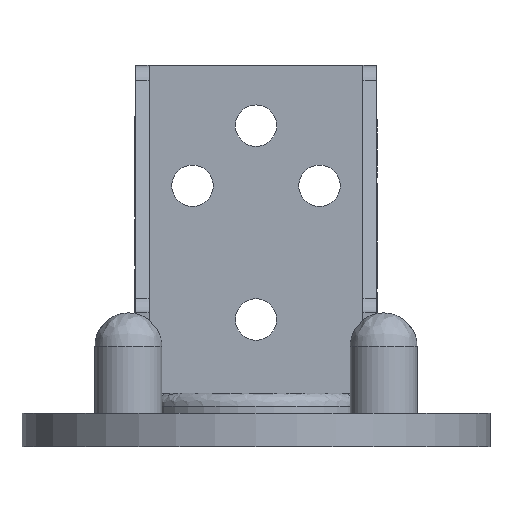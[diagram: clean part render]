
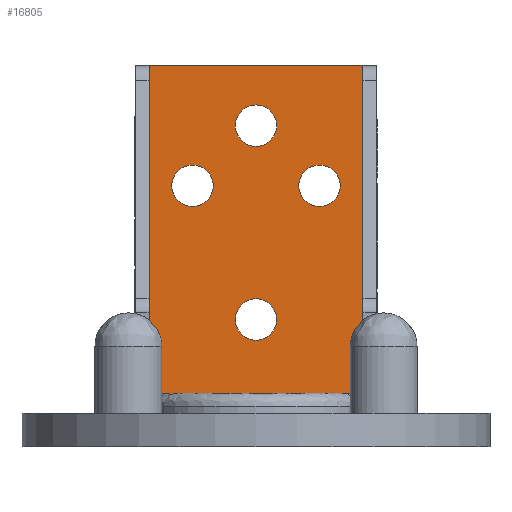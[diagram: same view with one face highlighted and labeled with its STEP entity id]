
A CAD part, front view. The second image highlights one B-rep face of the part: STEP entity #16805.
In plain terms, the highlighted planar face has unit normal (0, -1, 0).
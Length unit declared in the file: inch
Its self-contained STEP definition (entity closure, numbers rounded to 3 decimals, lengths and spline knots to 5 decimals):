
#87 = EDGE_CURVE ( 'NONE', #6538, #4952, #20149, .T. ) ;
#213 = CARTESIAN_POINT ( 'NONE',  ( 0., 1.90945, 0.62598 ) ) ;
#371 = EDGE_CURVE ( 'NONE', #4952, #6538, #17676, .T. ) ;
#510 = CARTESIAN_POINT ( 'NONE',  ( 0.37402, 1.90945, 1.65748 ) ) ;
#602 = DIRECTION ( 'NONE',  ( 0., 0., 1. ) ) ;
#1341 = DIRECTION ( 'NONE',  ( 0., 0., 1. ) ) ;
#1377 = DIRECTION ( 'NONE',  ( 0., 1., 0. ) ) ;
#1380 = DIRECTION ( 'NONE',  ( 0., 1., 0. ) ) ;
#1389 = CARTESIAN_POINT ( 'NONE',  ( 0., 1.90945, 0.74803 ) ) ;
#1470 = VERTEX_POINT ( 'NONE', #23044 ) ;
#2636 = AXIS2_PLACEMENT_3D ( 'NONE', #1389, #1380, #1341 ) ;
#3275 = CARTESIAN_POINT ( 'NONE',  ( -0.37402, 1.90945, 1.53543 ) ) ;
#3415 = DIRECTION ( 'NONE',  ( 0., 1., 0. ) ) ;
#3851 = CIRCLE ( 'NONE', #21734, 0.12205 ) ;
#4026 = VERTEX_POINT ( 'NONE', #33517 ) ;
#4543 = CARTESIAN_POINT ( 'NONE',  ( -0.62992, 1.90945, 0.07874 ) ) ;
#4952 = VERTEX_POINT ( 'NONE', #213 ) ;
#5894 = DIRECTION ( 'NONE',  ( 0., 0., 1. ) ) ;
#6017 = CARTESIAN_POINT ( 'NONE',  ( 0.37402, 1.90945, 1.41339 ) ) ;
#6538 = VERTEX_POINT ( 'NONE', #23784 ) ;
#6588 = DIRECTION ( 'NONE',  ( -1., 0., 0. ) ) ;
#6759 = CARTESIAN_POINT ( 'NONE',  ( 0.70866, 1.90945, 0. ) ) ;
#6796 = EDGE_CURVE ( 'NONE', #4026, #10928, #28358, .T. ) ;
#7623 = VECTOR ( 'NONE', #6588, 39.37008 ) ;
#7923 = CARTESIAN_POINT ( 'NONE',  ( 0.37402, 1.90945, 1.53543 ) ) ;
#8277 = EDGE_CURVE ( 'NONE', #1470, #16618, #10173, .T. ) ;
#8761 = CARTESIAN_POINT ( 'NONE',  ( -0.37402, 1.90945, 1.53543 ) ) ;
#9361 = DIRECTION ( 'NONE',  ( 0., 0., -1. ) ) ;
#9570 = EDGE_CURVE ( 'NONE', #17438, #10541, #18218, .T. ) ;
#9935 = CARTESIAN_POINT ( 'NONE',  ( 0.62992, 1.90945, 2.24409 ) ) ;
#10173 = CIRCLE ( 'NONE', #22599, 0.12205 ) ;
#10501 = DIRECTION ( 'NONE',  ( 0., 0., 1. ) ) ;
#10541 = VERTEX_POINT ( 'NONE', #26312 ) ;
#10928 = VERTEX_POINT ( 'NONE', #9935 ) ;
#10994 = ORIENTED_EDGE ( 'NONE', *, *, #24841, .T. ) ;
#11308 = CARTESIAN_POINT ( 'NONE',  ( 0., 1.90945, 1.76772 ) ) ;
#11314 = EDGE_CURVE ( 'NONE', #14141, #28441, #28386, .T. ) ;
#11326 = EDGE_CURVE ( 'NONE', #4026, #17438, #15310, .T. ) ;
#11346 = DIRECTION ( 'NONE',  ( 0., 0., 1. ) ) ;
#11857 = DIRECTION ( 'NONE',  ( 0., 0., 1. ) ) ;
#12613 = ORIENTED_EDGE ( 'NONE', *, *, #87, .T. ) ;
#13384 = ORIENTED_EDGE ( 'NONE', *, *, #18933, .T. ) ;
#13645 = VECTOR ( 'NONE', #11857, 39.37008 ) ;
#14141 = VERTEX_POINT ( 'NONE', #32809 ) ;
#14145 = EDGE_LOOP ( 'NONE', ( #27677, #13384 ) ) ;
#14696 = LINE ( 'NONE', #16536, #27746 ) ;
#15310 = LINE ( 'NONE', #24711, #7623 ) ;
#15327 = AXIS2_PLACEMENT_3D ( 'NONE', #16981, #1377, #19592 ) ;
#16078 = EDGE_CURVE ( 'NONE', #10541, #10928, #14696, .T. ) ;
#16220 = DIRECTION ( 'NONE',  ( 0., 1., 0. ) ) ;
#16536 = CARTESIAN_POINT ( 'NONE',  ( 0., 1.90945, 2.24409 ) ) ;
#16618 = VERTEX_POINT ( 'NONE', #21364 ) ;
#16684 = ORIENTED_EDGE ( 'NONE', *, *, #371, .T. ) ;
#16805 = ADVANCED_FACE ( 'NONE', ( #19004, #25135, #32121, #32961, #18175 ), #27434, .T. ) ;
#16981 = CARTESIAN_POINT ( 'NONE',  ( 0., 1.90945, 1.88976 ) ) ;
#17438 = VERTEX_POINT ( 'NONE', #4543 ) ;
#17669 = AXIS2_PLACEMENT_3D ( 'NONE', #23312, #23416, #18518 ) ;
#17676 = CIRCLE ( 'NONE', #17669, 0.12205 ) ;
#17792 = EDGE_LOOP ( 'NONE', ( #19465, #30552 ) ) ;
#18169 = EDGE_LOOP ( 'NONE', ( #32211, #10994 ) ) ;
#18175 = FACE_OUTER_BOUND ( 'NONE', #26373, .T. ) ;
#18218 = LINE ( 'NONE', #22460, #24338 ) ;
#18518 = DIRECTION ( 'NONE',  ( 0., 0., 1. ) ) ;
#18933 = EDGE_CURVE ( 'NONE', #16618, #1470, #27197, .T. ) ;
#18955 = CARTESIAN_POINT ( 'NONE',  ( 0., 1.90945, 1.88976 ) ) ;
#19004 = FACE_BOUND ( 'NONE', #17792, .T. ) ;
#19164 = DIRECTION ( 'NONE',  ( 1., 0., 0. ) ) ;
#19322 = EDGE_CURVE ( 'NONE', #21975, #33361, #19363, .T. ) ;
#19363 = CIRCLE ( 'NONE', #31004, 0.12205 ) ;
#19465 = ORIENTED_EDGE ( 'NONE', *, *, #11314, .T. ) ;
#19592 = DIRECTION ( 'NONE',  ( 0., 0., 1. ) ) ;
#19830 = DIRECTION ( 'NONE',  ( 0., 0., 1. ) ) ;
#20149 = CIRCLE ( 'NONE', #2636, 0.12205 ) ;
#20253 = EDGE_LOOP ( 'NONE', ( #12613, #16684 ) ) ;
#20666 = CIRCLE ( 'NONE', #25502, 0.12205 ) ;
#21364 = CARTESIAN_POINT ( 'NONE',  ( -0.37402, 1.90945, 1.41339 ) ) ;
#21393 = ORIENTED_EDGE ( 'NONE', *, *, #11326, .F. ) ;
#21431 = DIRECTION ( 'NONE',  ( 0., 1., 0. ) ) ;
#21586 = DIRECTION ( 'NONE',  ( 0., 0., 1. ) ) ;
#21734 = AXIS2_PLACEMENT_3D ( 'NONE', #18955, #3415, #21586 ) ;
#21975 = VERTEX_POINT ( 'NONE', #510 ) ;
#22460 = CARTESIAN_POINT ( 'NONE',  ( -0.62992, 1.90945, 0. ) ) ;
#22599 = AXIS2_PLACEMENT_3D ( 'NONE', #3275, #21431, #5894 ) ;
#23044 = CARTESIAN_POINT ( 'NONE',  ( -0.37402, 1.90945, 1.65748 ) ) ;
#23312 = CARTESIAN_POINT ( 'NONE',  ( 0., 1.90945, 0.74803 ) ) ;
#23416 = DIRECTION ( 'NONE',  ( 0., 1., 0. ) ) ;
#23784 = CARTESIAN_POINT ( 'NONE',  ( 0., 1.90945, 0.87008 ) ) ;
#24338 = VECTOR ( 'NONE', #19830, 39.37008 ) ;
#24488 = ORIENTED_EDGE ( 'NONE', *, *, #16078, .F. ) ;
#24711 = CARTESIAN_POINT ( 'NONE',  ( 0., 1.90945, 0.07874 ) ) ;
#24808 = CARTESIAN_POINT ( 'NONE',  ( 0.62992, 1.90945, 0. ) ) ;
#24841 = EDGE_CURVE ( 'NONE', #33361, #21975, #20666, .T. ) ;
#24898 = DIRECTION ( 'NONE',  ( 0., -1., 0. ) ) ;
#25135 = FACE_BOUND ( 'NONE', #14145, .T. ) ;
#25502 = AXIS2_PLACEMENT_3D ( 'NONE', #7923, #26070, #10501 ) ;
#25610 = AXIS2_PLACEMENT_3D ( 'NONE', #6759, #24898, #9361 ) ;
#26070 = DIRECTION ( 'NONE',  ( 0., 1., 0. ) ) ;
#26312 = CARTESIAN_POINT ( 'NONE',  ( -0.62992, 1.90945, 2.24409 ) ) ;
#26373 = EDGE_LOOP ( 'NONE', ( #32252, #21393, #33158, #24488 ) ) ;
#26933 = DIRECTION ( 'NONE',  ( 0., 1., 0. ) ) ;
#27197 = CIRCLE ( 'NONE', #30573, 0.12205 ) ;
#27290 = EDGE_CURVE ( 'NONE', #28441, #14141, #3851, .T. ) ;
#27434 = PLANE ( 'NONE',  #25610 ) ;
#27677 = ORIENTED_EDGE ( 'NONE', *, *, #8277, .T. ) ;
#27746 = VECTOR ( 'NONE', #19164, 39.37008 ) ;
#28358 = LINE ( 'NONE', #24808, #13645 ) ;
#28386 = CIRCLE ( 'NONE', #15327, 0.12205 ) ;
#28441 = VERTEX_POINT ( 'NONE', #11308 ) ;
#30552 = ORIENTED_EDGE ( 'NONE', *, *, #27290, .T. ) ;
#30573 = AXIS2_PLACEMENT_3D ( 'NONE', #8761, #26933, #11346 ) ;
#31004 = AXIS2_PLACEMENT_3D ( 'NONE', #31886, #16220, #602 ) ;
#31886 = CARTESIAN_POINT ( 'NONE',  ( 0.37402, 1.90945, 1.53543 ) ) ;
#32121 = FACE_BOUND ( 'NONE', #18169, .T. ) ;
#32211 = ORIENTED_EDGE ( 'NONE', *, *, #19322, .T. ) ;
#32252 = ORIENTED_EDGE ( 'NONE', *, *, #9570, .F. ) ;
#32809 = CARTESIAN_POINT ( 'NONE',  ( 0., 1.90945, 2.01181 ) ) ;
#32961 = FACE_BOUND ( 'NONE', #20253, .T. ) ;
#33158 = ORIENTED_EDGE ( 'NONE', *, *, #6796, .T. ) ;
#33361 = VERTEX_POINT ( 'NONE', #6017 ) ;
#33517 = CARTESIAN_POINT ( 'NONE',  ( 0.62992, 1.90945, 0.07874 ) ) ;
